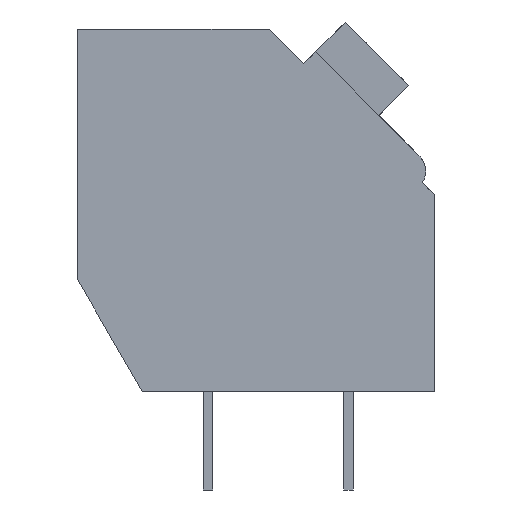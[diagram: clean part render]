
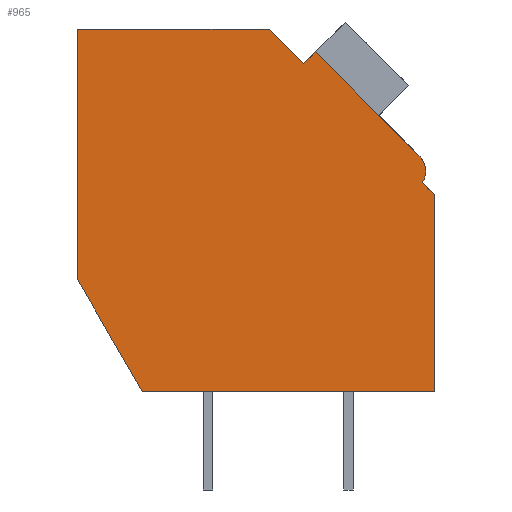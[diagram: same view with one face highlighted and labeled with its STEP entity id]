
A CAD part, left-side view. The second image highlights one B-rep face of the part: STEP entity #965.
In plain terms, the highlighted planar face has unit normal (-1, 0, 0).
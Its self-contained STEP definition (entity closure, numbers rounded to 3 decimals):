
#897=AXIS2_PLACEMENT_3D('Plane Axis2P3D',#894,#895,#896) ;
#908=AXIS2_PLACEMENT_3D('Circle Axis2P3D',#906,#907,$) ;
#49=CARTESIAN_POINT('Vertex',(0.,0.,3.5)) ;
#52=CARTESIAN_POINT('Line Origine',(0.,5.199,3.5)) ;
#56=CARTESIAN_POINT('Vertex',(0.,10.399,3.5)) ;
#135=CARTESIAN_POINT('Vertex',(0.,0.,10.518)) ;
#140=CARTESIAN_POINT('Line Origine',(0.,0.,7.009)) ;
#894=CARTESIAN_POINT('Axis2P3D Location',(0.,12.7,0.)) ;
#899=CARTESIAN_POINT('Line Origine',(0.,0.212,10.731)) ;
#903=CARTESIAN_POINT('Vertex',(0.,0.424,10.943)) ;
#906=CARTESIAN_POINT('Axis2P3D Location',(0.,1.113,11.349)) ;
#910=CARTESIAN_POINT('Vertex',(0.,0.548,11.915)) ;
#913=CARTESIAN_POINT('Line Origine',(0.,2.391,13.758)) ;
#917=CARTESIAN_POINT('Vertex',(0.,4.234,15.601)) ;
#920=CARTESIAN_POINT('Line Origine',(0.,4.446,15.389)) ;
#924=CARTESIAN_POINT('Vertex',(0.,4.659,15.177)) ;
#927=CARTESIAN_POINT('Line Origine',(0.,5.27,15.788)) ;
#931=CARTESIAN_POINT('Vertex',(0.,5.882,16.4)) ;
#934=CARTESIAN_POINT('Line Origine',(0.,9.291,16.4)) ;
#938=CARTESIAN_POINT('Vertex',(0.,12.7,16.4)) ;
#941=CARTESIAN_POINT('Line Origine',(0.,12.7,11.943)) ;
#945=CARTESIAN_POINT('Vertex',(0.,12.7,7.485)) ;
#948=CARTESIAN_POINT('Line Origine',(0.,11.55,5.493)) ;
#53=DIRECTION('Vector Direction',(0.,-1.,0.)) ;
#141=DIRECTION('Vector Direction',(0.,0.,1.)) ;
#895=DIRECTION('Axis2P3D Direction',(-1.,0.,0.)) ;
#896=DIRECTION('Axis2P3D XDirection',(0.,-1.,0.)) ;
#900=DIRECTION('Vector Direction',(0.,0.707,0.707)) ;
#907=DIRECTION('Axis2P3D Direction',(-1.,0.,0.)) ;
#914=DIRECTION('Vector Direction',(0.,-0.707,-0.707)) ;
#921=DIRECTION('Vector Direction',(0.,-0.707,0.707)) ;
#928=DIRECTION('Vector Direction',(0.,0.707,0.707)) ;
#935=DIRECTION('Vector Direction',(0.,-1.,0.)) ;
#942=DIRECTION('Vector Direction',(0.,0.,-1.)) ;
#949=DIRECTION('Vector Direction',(0.,-0.5,-0.866)) ;
#54=VECTOR('Line Direction',#53,1.) ;
#142=VECTOR('Line Direction',#141,1.) ;
#901=VECTOR('Line Direction',#900,1.) ;
#915=VECTOR('Line Direction',#914,1.) ;
#922=VECTOR('Line Direction',#921,1.) ;
#929=VECTOR('Line Direction',#928,1.) ;
#936=VECTOR('Line Direction',#935,1.) ;
#943=VECTOR('Line Direction',#942,1.) ;
#950=VECTOR('Line Direction',#949,1.) ;
#954=ORIENTED_EDGE('',*,*,#58,.T.) ;
#955=ORIENTED_EDGE('',*,*,#144,.T.) ;
#956=ORIENTED_EDGE('',*,*,#905,.T.) ;
#957=ORIENTED_EDGE('',*,*,#912,.T.) ;
#958=ORIENTED_EDGE('',*,*,#919,.T.) ;
#959=ORIENTED_EDGE('',*,*,#926,.T.) ;
#960=ORIENTED_EDGE('',*,*,#933,.T.) ;
#961=ORIENTED_EDGE('',*,*,#940,.T.) ;
#962=ORIENTED_EDGE('',*,*,#947,.T.) ;
#963=ORIENTED_EDGE('',*,*,#952,.T.) ;
#965=ADVANCED_FACE('HOUSING',(#964),#898,.T.) ;
#909=CIRCLE('generated circle',#908,0.8) ;
#58=EDGE_CURVE('',#57,#50,#55,.T.) ;
#144=EDGE_CURVE('',#50,#136,#143,.T.) ;
#905=EDGE_CURVE('',#136,#904,#902,.T.) ;
#912=EDGE_CURVE('',#904,#911,#909,.T.) ;
#919=EDGE_CURVE('',#911,#918,#916,.F.) ;
#926=EDGE_CURVE('',#918,#925,#923,.F.) ;
#933=EDGE_CURVE('',#925,#932,#930,.T.) ;
#940=EDGE_CURVE('',#932,#939,#937,.F.) ;
#947=EDGE_CURVE('',#939,#946,#944,.T.) ;
#952=EDGE_CURVE('',#946,#57,#951,.T.) ;
#953=EDGE_LOOP('',(#954,#955,#956,#957,#958,#959,#960,#961,#962,#963)) ;
#964=FACE_OUTER_BOUND('',#953,.T.) ;
#55=LINE('Line',#52,#54) ;
#143=LINE('Line',#140,#142) ;
#902=LINE('Line',#899,#901) ;
#916=LINE('Line',#913,#915) ;
#923=LINE('Line',#920,#922) ;
#930=LINE('Line',#927,#929) ;
#937=LINE('Line',#934,#936) ;
#944=LINE('Line',#941,#943) ;
#951=LINE('Line',#948,#950) ;
#898=PLANE('',#897) ;
#50=VERTEX_POINT('',#49) ;
#57=VERTEX_POINT('',#56) ;
#136=VERTEX_POINT('',#135) ;
#904=VERTEX_POINT('',#903) ;
#911=VERTEX_POINT('',#910) ;
#918=VERTEX_POINT('',#917) ;
#925=VERTEX_POINT('',#924) ;
#932=VERTEX_POINT('',#931) ;
#939=VERTEX_POINT('',#938) ;
#946=VERTEX_POINT('',#945) ;
